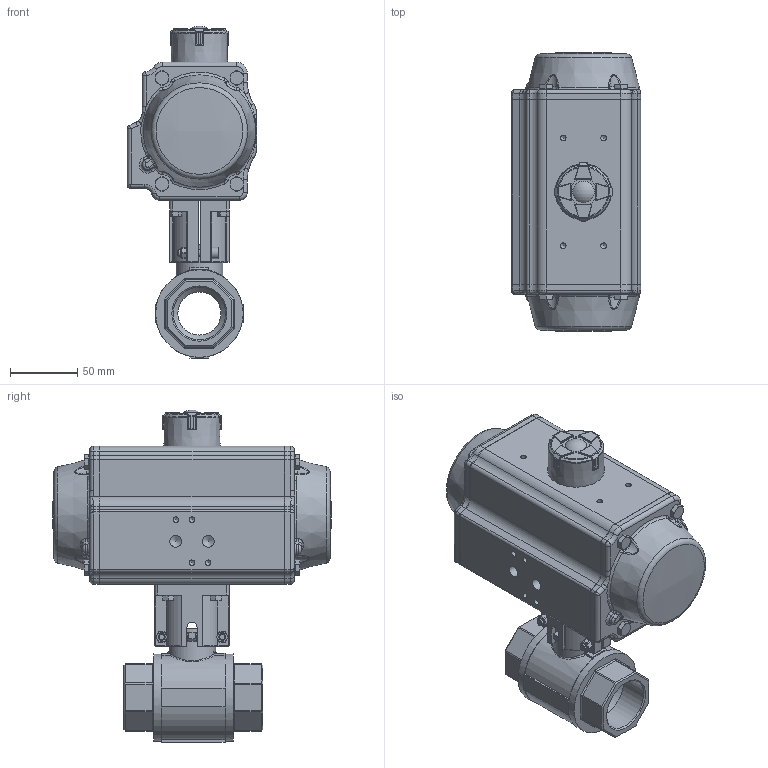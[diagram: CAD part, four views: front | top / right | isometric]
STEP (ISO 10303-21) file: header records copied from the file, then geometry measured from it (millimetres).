
FILE_DESCRIPTION(/* description */ ('Unknown'),/* implementation_level */ '2;1');
FILE_NAME(/* name */ 'FR03 0852-07',/* time_stamp */ '2022-10-20T12:36:07+02:00',/* author */ ('Unknown'),/* organization */ ('Unknown'),/* preprocessor_version */ 'ST-DEVELOPER v16.7',/* originating_system */ 'Solid Edge',/* authorisation */ 'Unknown');
FILE_SCHEMA (('AUTOMOTIVE_DESIGN {1 0 10303 214 3 1 1}'));
Length unit declared in the file: millimetre
Products named in the file (14): FR52-2.852.032; 2.852.032; Backen F05, Durchmesser 36; DIN912_M5x25; DIN934_M5; DIN558 M5x14; DW04_FR03_(DW70_FR52); ____; ________(___________; _____________; ______; hex head bolts-full thread grade c gb_GB_FASTENER_BOLT_HHBFTC M6X20-N; cup head nib bolts with large head gb_GB_FASTENER_BOLT_CHNBW M6X25-N; KP-75
Assembly tree (28 placements, depth 4):
  FR52-2.852.032
    2.852.032
    Backen F05, Durchmesser 36  x2
    DIN912_M5x25  x2
    DIN934_M5  x2
    DIN558 M5x14  x4
    DW04_FR03_(DW70_FR52)
      ____
        ________(___________  x2
        _____________  x2
        ______
      hex head bolts-full thread grade c gb_GB_FASTENER_BOLT_HHBFTC M6X20-N  x8
      cup head nib bolts with large head gb_GB_FASTENER_BOLT_CHNBW M6X25-N
      KP-75
Bounding box: 96 x 206.95 x 246.41 mm (x, y, z)
Volume: 1818416.2 mm3; surface area: 168746.9 mm2
Topology: 26 solids, 26 shells, 1309 faces, 3147 edges, 1892 vertices
Faces by surface type: plane 505, cylinder 382, bspline 152, cone 138, torus 111, sphere 21
Full cylindrical faces by diameter (mm): 3 x18, 3.3 x8, 4.134 x4, 4.2 x8, 4.66 x1, 5 x19, 5.6 x4, 6 x9, 6.2 x1, 6.8 x4, 7 x4, 8.5 x2, 8.8 x2, 21.8 x1, 24.6 x1, 32 x3, 35 x1, 38.5 x1, 38.952 x2, 65 x2
Entity records: 32334 total; most frequent: CARTESIAN_POINT 10620, DIRECTION 4113, ORIENTED_EDGE 4032, EDGE_CURVE 2016, AXIS2_PLACEMENT_3D 1580, VERTEX_POINT 1305, FACE_BOUND 1103, EDGE_LOOP 1075
